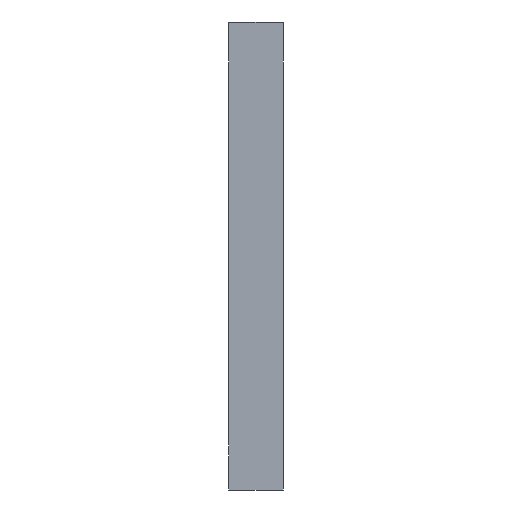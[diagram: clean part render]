
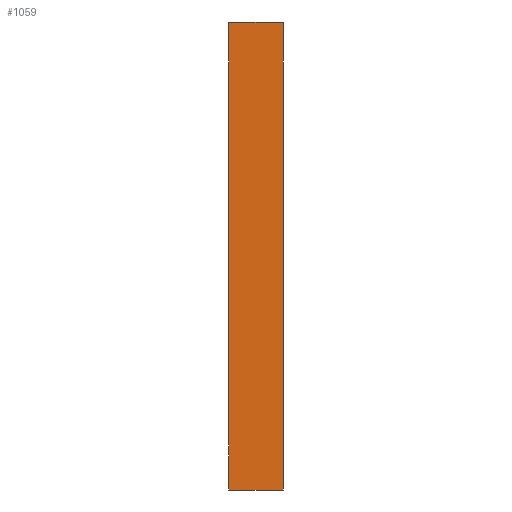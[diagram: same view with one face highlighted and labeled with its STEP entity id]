
A CAD part, front view. The second image highlights one B-rep face of the part: STEP entity #1059.
In plain terms, the highlighted planar face has unit normal (0, -1, 0).
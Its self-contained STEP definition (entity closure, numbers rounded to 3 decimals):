
#131=CARTESIAN_POINT('Line Origine',(0.,0.,17.25)) ;
#135=CARTESIAN_POINT('Vertex',(0.,0.,34.5)) ;
#137=CARTESIAN_POINT('Vertex',(0.,0.,0.)) ;
#591=CARTESIAN_POINT('Vertex',(4.,0.,0.)) ;
#607=CARTESIAN_POINT('Vertex',(4.,0.,34.5)) ;
#610=CARTESIAN_POINT('Line Origine',(4.,0.,17.25)) ;
#1038=CARTESIAN_POINT('Axis2P3D Location',(0.,0.,34.5)) ;
#1043=CARTESIAN_POINT('Line Origine',(2.,0.,34.5)) ;
#1048=CARTESIAN_POINT('Line Origine',(2.,0.,0.)) ;
#132=DIRECTION('Vector Direction',(0.,0.,-1.)) ;
#611=DIRECTION('Vector Direction',(0.,0.,-1.)) ;
#1039=DIRECTION('Axis2P3D Direction',(0.,-1.,0.)) ;
#1040=DIRECTION('Axis2P3D XDirection',(0.,0.,-1.)) ;
#1044=DIRECTION('Vector Direction',(1.,0.,0.)) ;
#1049=DIRECTION('Vector Direction',(1.,0.,0.)) ;
#1041=AXIS2_PLACEMENT_3D('Plane Axis2P3D',#1038,#1039,#1040) ;
#1054=ORIENTED_EDGE('',*,*,#1047,.F.) ;
#1055=ORIENTED_EDGE('',*,*,#139,.T.) ;
#1056=ORIENTED_EDGE('',*,*,#1052,.T.) ;
#1057=ORIENTED_EDGE('',*,*,#614,.F.) ;
#133=VECTOR('Line Direction',#132,1.) ;
#612=VECTOR('Line Direction',#611,1.) ;
#1045=VECTOR('Line Direction',#1044,1.) ;
#1050=VECTOR('Line Direction',#1049,1.) ;
#1059=ADVANCED_FACE('Hauptk\X2\00F6\X0\rper',(#1058),#1042,.T.) ;
#139=EDGE_CURVE('',#136,#138,#134,.T.) ;
#614=EDGE_CURVE('',#608,#592,#613,.T.) ;
#1047=EDGE_CURVE('',#136,#608,#1046,.T.) ;
#1052=EDGE_CURVE('',#138,#592,#1051,.T.) ;
#1053=EDGE_LOOP('',(#1054,#1055,#1056,#1057)) ;
#1058=FACE_OUTER_BOUND('',#1053,.T.) ;
#134=LINE('Line',#131,#133) ;
#613=LINE('Line',#610,#612) ;
#1046=LINE('Line',#1043,#1045) ;
#1051=LINE('Line',#1048,#1050) ;
#1042=PLANE('Plane',#1041) ;
#136=VERTEX_POINT('',#135) ;
#138=VERTEX_POINT('',#137) ;
#592=VERTEX_POINT('',#591) ;
#608=VERTEX_POINT('',#607) ;
